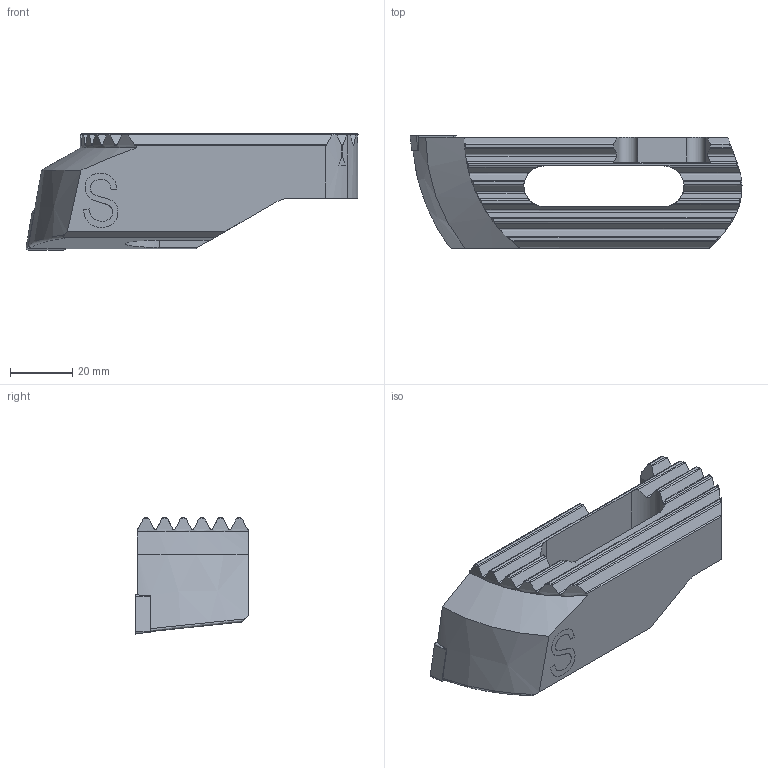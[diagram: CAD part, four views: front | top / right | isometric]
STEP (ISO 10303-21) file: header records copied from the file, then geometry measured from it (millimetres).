
FILE_DESCRIPTION(('no description'),'unknown implementation level');
FILE_NAME('D220FA13-141B-4235-A064-B0F0766EA49F_export.stp',' ',('CIMSOURCE GmbH'),('CADClick - KiM GmbH - www.kimweb.de'),'unknown preprocess','ACIS','unknown authorization');
FILE_SCHEMA(('automotive_design'));
Length unit declared in the file: millimetre
Products named in the file (3): 639.475 Kaiser 125-153 SW98 CC12 S|654.991 Kaiser CCMT 120408 K20C;Kombinieren1; 639.475 Kaiser 125-153 SW98 CC12 S|639.475 Kaiser 125-153 SW98 CC12 S;RSS-Marke; 639.475 Kaiser 125-153 SW98 CC12 S|694.150 Kaiser ETL M5 X 13,3 T20 IP 10S;Kreismuster1
Bounding box: 106.99 x 36.36 x 37.4 mm (x, y, z)
Volume: 68223.1 mm3; surface area: 18774.4 mm2
Topology: 3 solids, 3 shells, 230 faces, 631 edges, 409 vertices
Faces by surface type: plane 82, cylinder 75, cone 34, bspline 29, torus 10
Entity records: 17544 total; most frequent: CARTESIAN_POINT 5026, STYLED_ITEM 1271, PRESENTATION_STYLE_ASSIGNMENT 1271, COLOUR_RGB 1271, ORIENTED_EDGE 1258, DIRECTION 989, EDGE_CURVE 629, CURVE_STYLE 629
